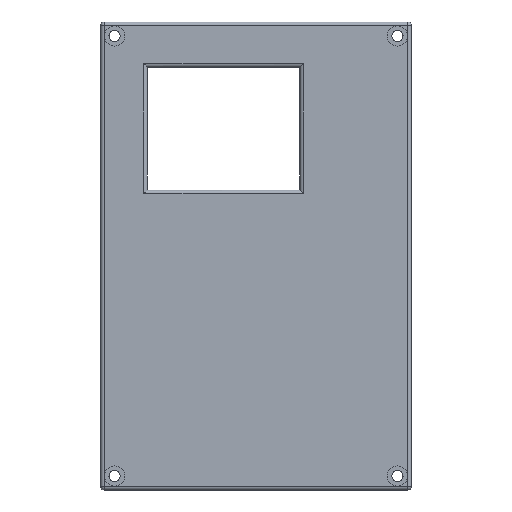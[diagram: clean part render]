
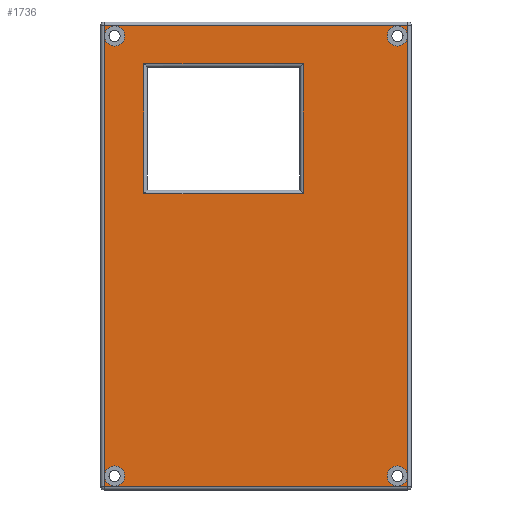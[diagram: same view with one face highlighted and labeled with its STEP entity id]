
A CAD part, front view. The second image highlights one B-rep face of the part: STEP entity #1736.
In plain terms, the highlighted planar face has unit normal (0, -1, 0).
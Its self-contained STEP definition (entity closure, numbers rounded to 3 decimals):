
#3 = VERTEX_POINT ( 'NONE', #118 ) ;
#5 = EDGE_CURVE ( 'NONE', #1522, #811, #253, .T. ) ;
#31 = FACE_BOUND ( 'NONE', #185, .T. ) ;
#61 = PLANE ( 'NONE',  #909 ) ;
#72 = ORIENTED_EDGE ( 'NONE', *, *, #1290, .F. ) ;
#76 = CARTESIAN_POINT ( 'NONE',  ( 13.59, -2.5, 18.865 ) ) ;
#82 = EDGE_CURVE ( 'NONE', #485, #395, #667, .T. ) ;
#87 = CARTESIAN_POINT ( 'NONE',  ( 44.5, -2.5, -66. ) ) ;
#112 = DIRECTION ( 'NONE',  ( 0., -1., 0. ) ) ;
#115 = EDGE_CURVE ( 'NONE', #811, #1173, #1130, .T. ) ;
#118 = CARTESIAN_POINT ( 'NONE',  ( -40.495, -2.5, 65.895 ) ) ;
#122 = CARTESIAN_POINT ( 'NONE',  ( -40.495, -2.5, -62.995 ) ) ;
#144 = DIRECTION ( 'NONE',  ( 0., 0., -1. ) ) ;
#154 = CIRCLE ( 'NONE', #504, 2.9 ) ;
#172 = VERTEX_POINT ( 'NONE', #864 ) ;
#175 = DIRECTION ( 'NONE',  ( 1., 0., 0. ) ) ;
#182 = AXIS2_PLACEMENT_3D ( 'NONE', #1628, #1621, #815 ) ;
#183 = LINE ( 'NONE', #885, #560 ) ;
#185 = EDGE_LOOP ( 'NONE', ( #1681, #1714, #1484, #1035 ) ) ;
#210 = VECTOR ( 'NONE', #175, 1000. ) ;
#211 = AXIS2_PLACEMENT_3D ( 'NONE', #269, #840, #144 ) ;
#219 = CARTESIAN_POINT ( 'NONE',  ( 0., -2.5, 55.075 ) ) ;
#228 = DIRECTION ( 'NONE',  ( 0., 0., 1. ) ) ;
#243 = CIRCLE ( 'NONE', #1132, 2.9 ) ;
#245 = LINE ( 'NONE', #76, #1401 ) ;
#253 = LINE ( 'NONE', #526, #306 ) ;
#269 = CARTESIAN_POINT ( 'NONE',  ( 40.495, -2.5, -62.995 ) ) ;
#304 = CARTESIAN_POINT ( 'NONE',  ( 13.59, -2.5, 55.075 ) ) ;
#305 = AXIS2_PLACEMENT_3D ( 'NONE', #894, #1165, #1719 ) ;
#306 = VECTOR ( 'NONE', #674, 1000. ) ;
#330 = LINE ( 'NONE', #219, #210 ) ;
#337 = VECTOR ( 'NONE', #427, 1000. ) ;
#355 = EDGE_CURVE ( 'NONE', #1173, #1527, #1496, .T. ) ;
#360 = FACE_BOUND ( 'NONE', #367, .T. ) ;
#367 = EDGE_LOOP ( 'NONE', ( #375, #384 ) ) ;
#368 = CARTESIAN_POINT ( 'NONE',  ( -43.5, -2.5, 66. ) ) ;
#369 = EDGE_LOOP ( 'NONE', ( #1038, #72 ) ) ;
#375 = ORIENTED_EDGE ( 'NONE', *, *, #1425, .F. ) ;
#377 = EDGE_CURVE ( 'NONE', #844, #3, #1524, .T. ) ;
#378 = ORIENTED_EDGE ( 'NONE', *, *, #1488, .T. ) ;
#384 = ORIENTED_EDGE ( 'NONE', *, *, #786, .F. ) ;
#388 = DIRECTION ( 'NONE',  ( -1., 0., 0. ) ) ;
#395 = VERTEX_POINT ( 'NONE', #1652 ) ;
#427 = DIRECTION ( 'NONE',  ( 0., 0., 1. ) ) ;
#437 = ORIENTED_EDGE ( 'NONE', *, *, #1792, .F. ) ;
#472 = CIRCLE ( 'NONE', #211, 2.9 ) ;
#480 = DIRECTION ( 'NONE',  ( 0., 0., -1. ) ) ;
#485 = VERTEX_POINT ( 'NONE', #856 ) ;
#504 = AXIS2_PLACEMENT_3D ( 'NONE', #924, #112, #1753 ) ;
#505 = VERTEX_POINT ( 'NONE', #304 ) ;
#525 = EDGE_CURVE ( 'NONE', #395, #1100, #563, .T. ) ;
#526 = CARTESIAN_POINT ( 'NONE',  ( -44.5, -2.5, 66. ) ) ;
#534 = VECTOR ( 'NONE', #646, 1000. ) ;
#556 = EDGE_LOOP ( 'NONE', ( #1693, #1517 ) ) ;
#560 = VECTOR ( 'NONE', #865, 1000. ) ;
#563 = LINE ( 'NONE', #1399, #337 ) ;
#589 = CARTESIAN_POINT ( 'NONE',  ( 0., -2.5, 0. ) ) ;
#593 = CARTESIAN_POINT ( 'NONE',  ( 43.5, -2.5, 66. ) ) ;
#600 = FACE_BOUND ( 'NONE', #369, .T. ) ;
#617 = DIRECTION ( 'NONE',  ( 0., -1., 0. ) ) ;
#620 = EDGE_CURVE ( 'NONE', #1100, #505, #330, .T. ) ;
#646 = DIRECTION ( 'NONE',  ( 1., 0., 0. ) ) ;
#647 = AXIS2_PLACEMENT_3D ( 'NONE', #122, #1750, #228 ) ;
#660 = CARTESIAN_POINT ( 'NONE',  ( -31.111, -2.5, 17.865 ) ) ;
#667 = LINE ( 'NONE', #660, #878 ) ;
#670 = CARTESIAN_POINT ( 'NONE',  ( -40.495, -2.5, -60.095 ) ) ;
#674 = DIRECTION ( 'NONE',  ( -1., 0., 0. ) ) ;
#724 = FACE_BOUND ( 'NONE', #556, .T. ) ;
#729 = EDGE_LOOP ( 'NONE', ( #829, #741, #378, #1096 ) ) ;
#735 = CIRCLE ( 'NONE', #305, 2.9 ) ;
#741 = ORIENTED_EDGE ( 'NONE', *, *, #355, .T. ) ;
#756 = VERTEX_POINT ( 'NONE', #1362 ) ;
#766 = VERTEX_POINT ( 'NONE', #812 ) ;
#774 = VERTEX_POINT ( 'NONE', #670 ) ;
#783 = EDGE_LOOP ( 'NONE', ( #1722, #437 ) ) ;
#786 = EDGE_CURVE ( 'NONE', #774, #766, #1752, .T. ) ;
#811 = VERTEX_POINT ( 'NONE', #368 ) ;
#812 = CARTESIAN_POINT ( 'NONE',  ( -40.495, -2.5, -65.895 ) ) ;
#815 = DIRECTION ( 'NONE',  ( 0., 0., -1. ) ) ;
#822 = CIRCLE ( 'NONE', #1175, 2.9 ) ;
#829 = ORIENTED_EDGE ( 'NONE', *, *, #115, .T. ) ;
#835 = CARTESIAN_POINT ( 'NONE',  ( -40.495, -2.5, 62.995 ) ) ;
#840 = DIRECTION ( 'NONE',  ( 0., -1., 0. ) ) ;
#843 = EDGE_CURVE ( 'NONE', #3, #844, #243, .T. ) ;
#844 = VERTEX_POINT ( 'NONE', #1127 ) ;
#856 = CARTESIAN_POINT ( 'NONE',  ( 13.59, -2.5, 17.865 ) ) ;
#864 = CARTESIAN_POINT ( 'NONE',  ( 40.495, -2.5, 65.895 ) ) ;
#865 = DIRECTION ( 'NONE',  ( 0., 0., 1. ) ) ;
#878 = VECTOR ( 'NONE', #388, 1000. ) ;
#885 = CARTESIAN_POINT ( 'NONE',  ( 43.5, -2.5, 67. ) ) ;
#894 = CARTESIAN_POINT ( 'NONE',  ( -40.495, -2.5, -62.995 ) ) ;
#899 = DIRECTION ( 'NONE',  ( 0., -1., 0. ) ) ;
#909 = AXIS2_PLACEMENT_3D ( 'NONE', #589, #617, #480 ) ;
#924 = CARTESIAN_POINT ( 'NONE',  ( 40.495, -2.5, -62.995 ) ) ;
#949 = CARTESIAN_POINT ( 'NONE',  ( -43.5, -2.5, -66. ) ) ;
#1010 = DIRECTION ( 'NONE',  ( 0., 0., 1. ) ) ;
#1021 = CARTESIAN_POINT ( 'NONE',  ( 43.5, -2.5, -66. ) ) ;
#1035 = ORIENTED_EDGE ( 'NONE', *, *, #620, .T. ) ;
#1038 = ORIENTED_EDGE ( 'NONE', *, *, #1747, .F. ) ;
#1075 = VERTEX_POINT ( 'NONE', #1569 ) ;
#1096 = ORIENTED_EDGE ( 'NONE', *, *, #5, .T. ) ;
#1100 = VERTEX_POINT ( 'NONE', #1352 ) ;
#1127 = CARTESIAN_POINT ( 'NONE',  ( -40.495, -2.5, 60.095 ) ) ;
#1130 = LINE ( 'NONE', #1685, #1254 ) ;
#1132 = AXIS2_PLACEMENT_3D ( 'NONE', #835, #1407, #1553 ) ;
#1162 = FACE_OUTER_BOUND ( 'NONE', #729, .T. ) ;
#1165 = DIRECTION ( 'NONE',  ( 0., -1., 0. ) ) ;
#1173 = VERTEX_POINT ( 'NONE', #949 ) ;
#1175 = AXIS2_PLACEMENT_3D ( 'NONE', #1448, #899, #1010 ) ;
#1194 = VERTEX_POINT ( 'NONE', #1472 ) ;
#1245 = EDGE_CURVE ( 'NONE', #505, #485, #245, .T. ) ;
#1254 = VECTOR ( 'NONE', #1263, 1000. ) ;
#1263 = DIRECTION ( 'NONE',  ( 0., 0., -1. ) ) ;
#1264 = DIRECTION ( 'NONE',  ( 0., 0., -1. ) ) ;
#1276 = FACE_BOUND ( 'NONE', #783, .T. ) ;
#1290 = EDGE_CURVE ( 'NONE', #172, #756, #1432, .T. ) ;
#1302 = EDGE_CURVE ( 'NONE', #1075, #1194, #472, .T. ) ;
#1342 = AXIS2_PLACEMENT_3D ( 'NONE', #1395, #1526, #1791 ) ;
#1352 = CARTESIAN_POINT ( 'NONE',  ( -32.111, -2.5, 55.075 ) ) ;
#1362 = CARTESIAN_POINT ( 'NONE',  ( 40.495, -2.5, 60.095 ) ) ;
#1395 = CARTESIAN_POINT ( 'NONE',  ( 40.495, -2.5, 62.995 ) ) ;
#1399 = CARTESIAN_POINT ( 'NONE',  ( -32.111, -2.5, 54.075 ) ) ;
#1401 = VECTOR ( 'NONE', #1264, 1000. ) ;
#1407 = DIRECTION ( 'NONE',  ( 0., -1., 0. ) ) ;
#1425 = EDGE_CURVE ( 'NONE', #766, #774, #735, .T. ) ;
#1432 = CIRCLE ( 'NONE', #1342, 2.9 ) ;
#1448 = CARTESIAN_POINT ( 'NONE',  ( 40.495, -2.5, 62.995 ) ) ;
#1472 = CARTESIAN_POINT ( 'NONE',  ( 40.495, -2.5, -60.095 ) ) ;
#1484 = ORIENTED_EDGE ( 'NONE', *, *, #525, .T. ) ;
#1488 = EDGE_CURVE ( 'NONE', #1527, #1522, #183, .T. ) ;
#1496 = LINE ( 'NONE', #87, #534 ) ;
#1517 = ORIENTED_EDGE ( 'NONE', *, *, #843, .F. ) ;
#1522 = VERTEX_POINT ( 'NONE', #593 ) ;
#1524 = CIRCLE ( 'NONE', #182, 2.9 ) ;
#1526 = DIRECTION ( 'NONE',  ( 0., -1., 0. ) ) ;
#1527 = VERTEX_POINT ( 'NONE', #1021 ) ;
#1553 = DIRECTION ( 'NONE',  ( 0., 0., -1. ) ) ;
#1569 = CARTESIAN_POINT ( 'NONE',  ( 40.495, -2.5, -65.895 ) ) ;
#1621 = DIRECTION ( 'NONE',  ( 0., -1., 0. ) ) ;
#1628 = CARTESIAN_POINT ( 'NONE',  ( -40.495, -2.5, 62.995 ) ) ;
#1652 = CARTESIAN_POINT ( 'NONE',  ( -32.111, -2.5, 17.865 ) ) ;
#1681 = ORIENTED_EDGE ( 'NONE', *, *, #1245, .T. ) ;
#1685 = CARTESIAN_POINT ( 'NONE',  ( -43.5, -2.5, -67. ) ) ;
#1693 = ORIENTED_EDGE ( 'NONE', *, *, #377, .F. ) ;
#1714 = ORIENTED_EDGE ( 'NONE', *, *, #82, .T. ) ;
#1719 = DIRECTION ( 'NONE',  ( 0., 0., 1. ) ) ;
#1722 = ORIENTED_EDGE ( 'NONE', *, *, #1302, .F. ) ;
#1736 = ADVANCED_FACE ( 'NONE', ( #360, #600, #724, #1276, #1162, #31 ), #61, .T. ) ;
#1747 = EDGE_CURVE ( 'NONE', #756, #172, #822, .T. ) ;
#1750 = DIRECTION ( 'NONE',  ( 0., -1., 0. ) ) ;
#1752 = CIRCLE ( 'NONE', #647, 2.9 ) ;
#1753 = DIRECTION ( 'NONE',  ( 0., 0., -1. ) ) ;
#1791 = DIRECTION ( 'NONE',  ( 0., 0., 1. ) ) ;
#1792 = EDGE_CURVE ( 'NONE', #1194, #1075, #154, .T. ) ;
